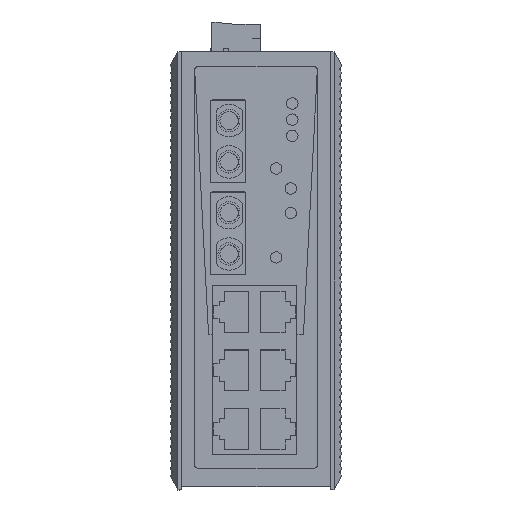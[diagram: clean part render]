
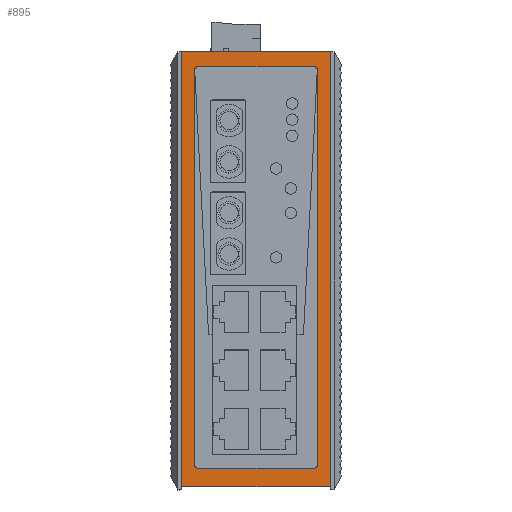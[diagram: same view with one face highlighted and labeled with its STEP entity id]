
A CAD part, top view. The second image highlights one B-rep face of the part: STEP entity #895.
In plain terms, the highlighted planar face has unit normal (0, 0, 1).
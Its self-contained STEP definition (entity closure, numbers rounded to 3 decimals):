
#796=AXIS2_PLACEMENT_3D('Plane Axis2P3D',#793,#794,#795) ;
#843=AXIS2_PLACEMENT_3D('Circle Axis2P3D',#841,#842,$) ;
#857=AXIS2_PLACEMENT_3D('Circle Axis2P3D',#855,#856,$) ;
#290=CARTESIAN_POINT('Vertex',(45.327,129.32,113.8)) ;
#294=CARTESIAN_POINT('Control Point',(45.327,129.32,113.8)) ;
#295=CARTESIAN_POINT('Control Point',(45.327,129.633,113.8)) ;
#296=CARTESIAN_POINT('Control Point',(45.202,129.952,113.8)) ;
#297=CARTESIAN_POINT('Control Point',(44.957,130.195,113.8)) ;
#298=CARTESIAN_POINT('Control Point',(44.64,130.32,113.8)) ;
#299=CARTESIAN_POINT('Control Point',(44.327,130.32,113.8)) ;
#300=CARTESIAN_POINT('Vertex',(44.327,130.32,113.8)) ;
#326=CARTESIAN_POINT('Vertex',(8.527,130.32,113.8)) ;
#329=CARTESIAN_POINT('Line Origine',(26.427,130.32,113.8)) ;
#359=CARTESIAN_POINT('Control Point',(8.527,130.32,113.8)) ;
#360=CARTESIAN_POINT('Control Point',(8.214,130.32,113.8)) ;
#361=CARTESIAN_POINT('Control Point',(7.895,130.195,113.8)) ;
#362=CARTESIAN_POINT('Control Point',(7.653,129.95,113.8)) ;
#363=CARTESIAN_POINT('Control Point',(7.527,129.633,113.8)) ;
#364=CARTESIAN_POINT('Control Point',(7.527,129.32,113.8)) ;
#365=CARTESIAN_POINT('Vertex',(7.527,129.32,113.8)) ;
#793=CARTESIAN_POINT('Axis2P3D Location',(0.027,1.,113.8)) ;
#798=CARTESIAN_POINT('Line Origine',(26.427,1.,113.8)) ;
#802=CARTESIAN_POINT('Vertex',(3.527,1.,113.8)) ;
#804=CARTESIAN_POINT('Vertex',(49.327,1.,113.8)) ;
#807=CARTESIAN_POINT('Line Origine',(49.327,68.,113.8)) ;
#811=CARTESIAN_POINT('Vertex',(49.327,135.,113.8)) ;
#814=CARTESIAN_POINT('Line Origine',(26.427,135.,113.8)) ;
#818=CARTESIAN_POINT('Vertex',(3.527,135.,113.8)) ;
#821=CARTESIAN_POINT('Line Origine',(3.527,68.,113.8)) ;
#832=CARTESIAN_POINT('Line Origine',(45.327,68.,113.8)) ;
#836=CARTESIAN_POINT('Vertex',(45.327,7.56,113.8)) ;
#838=CARTESIAN_POINT('Vertex',(45.327,128.44,113.8)) ;
#841=CARTESIAN_POINT('Axis2P3D Location',(44.327,7.56,113.8)) ;
#845=CARTESIAN_POINT('Vertex',(44.327,6.56,113.8)) ;
#848=CARTESIAN_POINT('Line Origine',(26.427,6.56,113.8)) ;
#852=CARTESIAN_POINT('Vertex',(8.527,6.56,113.8)) ;
#855=CARTESIAN_POINT('Axis2P3D Location',(8.527,7.56,113.8)) ;
#859=CARTESIAN_POINT('Vertex',(7.527,7.56,113.8)) ;
#862=CARTESIAN_POINT('Line Origine',(7.527,68.,113.8)) ;
#866=CARTESIAN_POINT('Vertex',(7.527,128.44,113.8)) ;
#870=CARTESIAN_POINT('Control Point',(7.527,128.44,113.8)) ;
#871=CARTESIAN_POINT('Control Point',(7.527,128.66,113.8)) ;
#872=CARTESIAN_POINT('Control Point',(7.527,128.88,113.8)) ;
#873=CARTESIAN_POINT('Control Point',(7.527,129.1,113.8)) ;
#874=CARTESIAN_POINT('Control Point',(7.527,129.32,113.8)) ;
#877=CARTESIAN_POINT('Control Point',(45.327,129.32,113.8)) ;
#878=CARTESIAN_POINT('Control Point',(45.327,129.1,113.8)) ;
#879=CARTESIAN_POINT('Control Point',(45.327,128.88,113.8)) ;
#880=CARTESIAN_POINT('Control Point',(45.327,128.66,113.8)) ;
#881=CARTESIAN_POINT('Control Point',(45.327,128.44,113.8)) ;
#330=DIRECTION('Vector Direction',(1.,0.,0.)) ;
#794=DIRECTION('Axis2P3D Direction',(0.,0.,1.)) ;
#795=DIRECTION('Axis2P3D XDirection',(1.,0.,0.)) ;
#799=DIRECTION('Vector Direction',(1.,0.,0.)) ;
#808=DIRECTION('Vector Direction',(0.,1.,0.)) ;
#815=DIRECTION('Vector Direction',(-1.,0.,0.)) ;
#822=DIRECTION('Vector Direction',(0.,-1.,0.)) ;
#833=DIRECTION('Vector Direction',(0.,-1.,0.)) ;
#842=DIRECTION('Axis2P3D Direction',(0.,0.,1.)) ;
#849=DIRECTION('Vector Direction',(-1.,0.,0.)) ;
#856=DIRECTION('Axis2P3D Direction',(0.,0.,1.)) ;
#863=DIRECTION('Vector Direction',(0.,1.,0.)) ;
#331=VECTOR('Line Direction',#330,1.) ;
#800=VECTOR('Line Direction',#799,1.) ;
#809=VECTOR('Line Direction',#808,1.) ;
#816=VECTOR('Line Direction',#815,1.) ;
#823=VECTOR('Line Direction',#822,1.) ;
#834=VECTOR('Line Direction',#833,1.) ;
#850=VECTOR('Line Direction',#849,1.) ;
#864=VECTOR('Line Direction',#863,1.) ;
#827=ORIENTED_EDGE('',*,*,#806,.T.) ;
#828=ORIENTED_EDGE('',*,*,#813,.T.) ;
#829=ORIENTED_EDGE('',*,*,#820,.T.) ;
#830=ORIENTED_EDGE('',*,*,#825,.T.) ;
#884=ORIENTED_EDGE('',*,*,#840,.F.) ;
#885=ORIENTED_EDGE('',*,*,#847,.T.) ;
#886=ORIENTED_EDGE('',*,*,#854,.F.) ;
#887=ORIENTED_EDGE('',*,*,#861,.T.) ;
#888=ORIENTED_EDGE('',*,*,#868,.F.) ;
#889=ORIENTED_EDGE('',*,*,#875,.F.) ;
#890=ORIENTED_EDGE('',*,*,#367,.F.) ;
#891=ORIENTED_EDGE('',*,*,#333,.T.) ;
#892=ORIENTED_EDGE('',*,*,#302,.F.) ;
#893=ORIENTED_EDGE('',*,*,#882,.F.) ;
#894=FACE_BOUND('',#883,.T.) ;
#895=ADVANCED_FACE('SWITCH',(#831,#894),#797,.T.) ;
#293=B_SPLINE_CURVE_WITH_KNOTS('',5,(#294,#295,#296,#297,#298,#299),.UNSPECIFIED.,.F.,.U.,(6,6),(0.,2.212),.UNSPECIFIED.) ;
#358=B_SPLINE_CURVE_WITH_KNOTS('',5,(#359,#360,#361,#362,#363,#364),.UNSPECIFIED.,.F.,.U.,(6,6),(0.,2.212),.UNSPECIFIED.) ;
#869=B_SPLINE_CURVE_WITH_KNOTS('',4,(#870,#871,#872,#873,#874),.UNSPECIFIED.,.F.,.U.,(5,5),(120.88,121.76),.UNSPECIFIED.) ;
#876=B_SPLINE_CURVE_WITH_KNOTS('',4,(#877,#878,#879,#880,#881),.UNSPECIFIED.,.F.,.U.,(5,5),(0.,0.88),.UNSPECIFIED.) ;
#844=CIRCLE('generated circle',#843,1.) ;
#858=CIRCLE('generated circle',#857,1.) ;
#302=EDGE_CURVE('',#291,#301,#293,.T.) ;
#333=EDGE_CURVE('',#327,#301,#332,.T.) ;
#367=EDGE_CURVE('',#327,#366,#358,.T.) ;
#806=EDGE_CURVE('',#803,#805,#801,.T.) ;
#813=EDGE_CURVE('',#805,#812,#810,.T.) ;
#820=EDGE_CURVE('',#812,#819,#817,.T.) ;
#825=EDGE_CURVE('',#819,#803,#824,.T.) ;
#840=EDGE_CURVE('',#837,#839,#835,.F.) ;
#847=EDGE_CURVE('',#837,#846,#844,.F.) ;
#854=EDGE_CURVE('',#853,#846,#851,.F.) ;
#861=EDGE_CURVE('',#853,#860,#858,.F.) ;
#868=EDGE_CURVE('',#867,#860,#865,.F.) ;
#875=EDGE_CURVE('',#366,#867,#869,.F.) ;
#882=EDGE_CURVE('',#839,#291,#876,.F.) ;
#826=EDGE_LOOP('',(#827,#828,#829,#830)) ;
#883=EDGE_LOOP('',(#884,#885,#886,#887,#888,#889,#890,#891,#892,#893)) ;
#831=FACE_OUTER_BOUND('',#826,.T.) ;
#332=LINE('Line',#329,#331) ;
#801=LINE('Line',#798,#800) ;
#810=LINE('Line',#807,#809) ;
#817=LINE('Line',#814,#816) ;
#824=LINE('Line',#821,#823) ;
#835=LINE('Line',#832,#834) ;
#851=LINE('Line',#848,#850) ;
#865=LINE('Line',#862,#864) ;
#797=PLANE('',#796) ;
#291=VERTEX_POINT('',#290) ;
#301=VERTEX_POINT('',#300) ;
#327=VERTEX_POINT('',#326) ;
#366=VERTEX_POINT('',#365) ;
#803=VERTEX_POINT('',#802) ;
#805=VERTEX_POINT('',#804) ;
#812=VERTEX_POINT('',#811) ;
#819=VERTEX_POINT('',#818) ;
#837=VERTEX_POINT('',#836) ;
#839=VERTEX_POINT('',#838) ;
#846=VERTEX_POINT('',#845) ;
#853=VERTEX_POINT('',#852) ;
#860=VERTEX_POINT('',#859) ;
#867=VERTEX_POINT('',#866) ;
